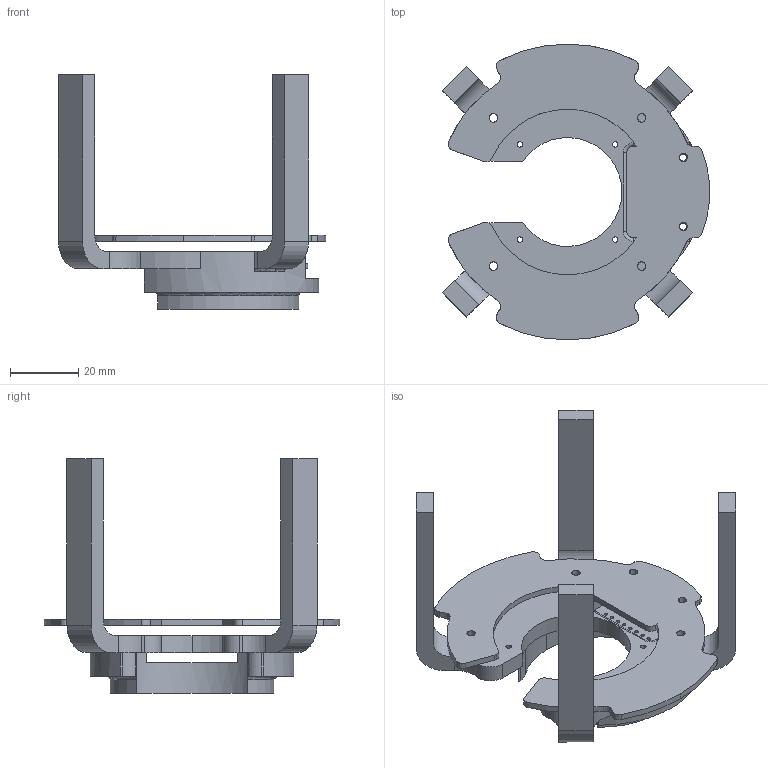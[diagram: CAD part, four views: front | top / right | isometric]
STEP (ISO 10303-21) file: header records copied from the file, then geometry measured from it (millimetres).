
FILE_DESCRIPTION (( 'STEP AP214' ), '1' );
FILE_NAME ('hydra1 PCB Assembly.STEP', '2018-01-30T20:24:20', ( '' ), ( '' ), 'SwSTEP 2.0', 'SolidWorks 2016', '' );
FILE_SCHEMA (( 'AUTOMOTIVE_DESIGN' ));
Length unit declared in the file: millimetre
Products named in the file (4): Support Plate - Holes DFM (1); hydra1 PCB Assembly; PCBUpdatedv1; Part1
Assembly tree (3 placements, depth 2):
  hydra1 PCB Assembly
    Part1
    Support Plate - Holes DFM (1)
    PCBUpdatedv1
Bounding box: 78.52 x 87 x 69 mm (x, y, z)
Volume: 35134.6 mm3; surface area: 24289.6 mm2
Topology: 3 solids, 3 shells, 208 faces, 602 edges, 400 vertices
Faces by surface type: cylinder 128, plane 51, torus 17, sphere 4, cone 4, bspline 4
Entity records: 7505 total; most frequent: CARTESIAN_POINT 1518, DIRECTION 1299, ORIENTED_EDGE 1204, EDGE_CURVE 602, AXIS2_PLACEMENT_3D 523, VERTEX_POINT 400, CIRCLE 313, EDGE_LOOP 274
